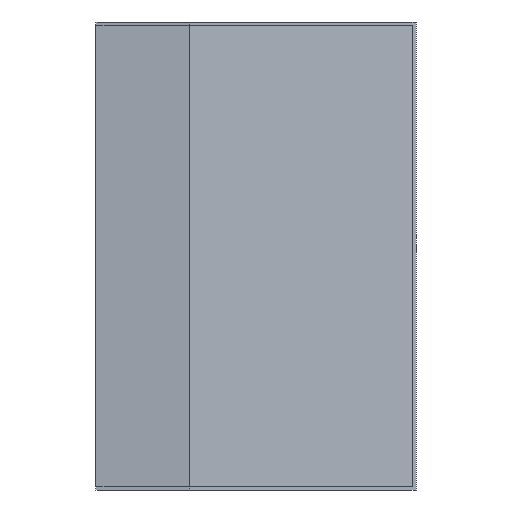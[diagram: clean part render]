
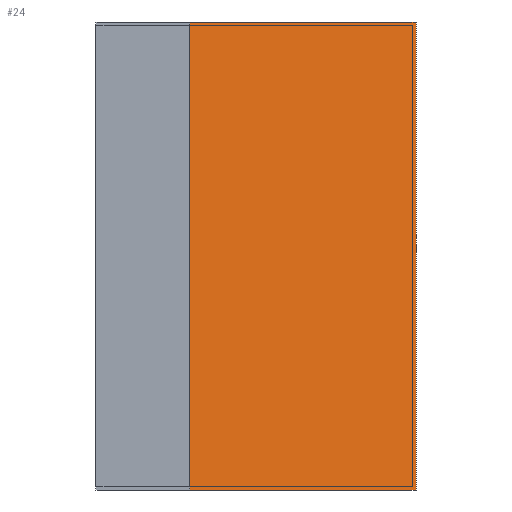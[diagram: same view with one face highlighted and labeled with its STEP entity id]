
A CAD part, left-side view. The second image highlights one B-rep face of the part: STEP entity #24.
In plain terms, the highlighted planar face has unit normal (-0.944, -0.331, 0).
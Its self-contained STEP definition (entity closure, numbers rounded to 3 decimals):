
#2 = ORIENTED_EDGE ( 'NONE', *, *, #399, .T. ) ;
#23 = DIRECTION ( 'NONE',  ( 0.944, 0.331, 0. ) ) ;
#24 = ADVANCED_FACE ( 'NONE', ( #1049 ), #94, .F. ) ;
#51 = VECTOR ( 'NONE', #1078, 1000. ) ;
#82 = VERTEX_POINT ( 'NONE', #909 ) ;
#94 = PLANE ( 'NONE',  #1007 ) ;
#140 = ORIENTED_EDGE ( 'NONE', *, *, #878, .F. ) ;
#184 = LINE ( 'NONE', #362, #688 ) ;
#209 = CARTESIAN_POINT ( 'NONE',  ( -159.499, -25.292, 82.5 ) ) ;
#220 = VERTEX_POINT ( 'NONE', #942 ) ;
#325 = LINE ( 'NONE', #1015, #729 ) ;
#362 = CARTESIAN_POINT ( 'NONE',  ( -184.936, 47.276, 82.5 ) ) ;
#369 = CARTESIAN_POINT ( 'NONE',  ( -159.499, -25.292, -67.5 ) ) ;
#396 = VERTEX_POINT ( 'NONE', #369 ) ;
#399 = EDGE_CURVE ( 'NONE', #220, #82, #184, .T. ) ;
#416 = ORIENTED_EDGE ( 'NONE', *, *, #517, .T. ) ;
#449 = DIRECTION ( 'NONE',  ( 0., 0., -1. ) ) ;
#483 = VERTEX_POINT ( 'NONE', #209 ) ;
#517 = EDGE_CURVE ( 'NONE', #82, #396, #741, .T. ) ;
#545 = CARTESIAN_POINT ( 'NONE',  ( -159.499, -25.292, 82.5 ) ) ;
#565 = CARTESIAN_POINT ( 'NONE',  ( -184.936, 47.276, -67.5 ) ) ;
#613 = DIRECTION ( 'NONE',  ( -0.331, 0.944, 0. ) ) ;
#681 = EDGE_CURVE ( 'NONE', #220, #483, #325, .T. ) ;
#688 = VECTOR ( 'NONE', #449, 1000. ) ;
#729 = VECTOR ( 'NONE', #931, 1000. ) ;
#741 = LINE ( 'NONE', #565, #51 ) ;
#805 = CARTESIAN_POINT ( 'NONE',  ( -184.936, 47.276, 82.5 ) ) ;
#837 = EDGE_LOOP ( 'NONE', ( #416, #140, #1058, #2 ) ) ;
#878 = EDGE_CURVE ( 'NONE', #483, #396, #971, .T. ) ;
#887 = DIRECTION ( 'NONE',  ( 0., 0., -1. ) ) ;
#909 = CARTESIAN_POINT ( 'NONE',  ( -184.936, 47.276, -67.5 ) ) ;
#931 = DIRECTION ( 'NONE',  ( 0.331, -0.944, 0. ) ) ;
#942 = CARTESIAN_POINT ( 'NONE',  ( -184.936, 47.276, 82.5 ) ) ;
#971 = LINE ( 'NONE', #545, #1084 ) ;
#1007 = AXIS2_PLACEMENT_3D ( 'NONE', #805, #23, #613 ) ;
#1015 = CARTESIAN_POINT ( 'NONE',  ( -184.936, 47.276, 82.5 ) ) ;
#1049 = FACE_OUTER_BOUND ( 'NONE', #837, .T. ) ;
#1058 = ORIENTED_EDGE ( 'NONE', *, *, #681, .F. ) ;
#1078 = DIRECTION ( 'NONE',  ( 0.331, -0.944, 0. ) ) ;
#1084 = VECTOR ( 'NONE', #887, 1000. ) ;
